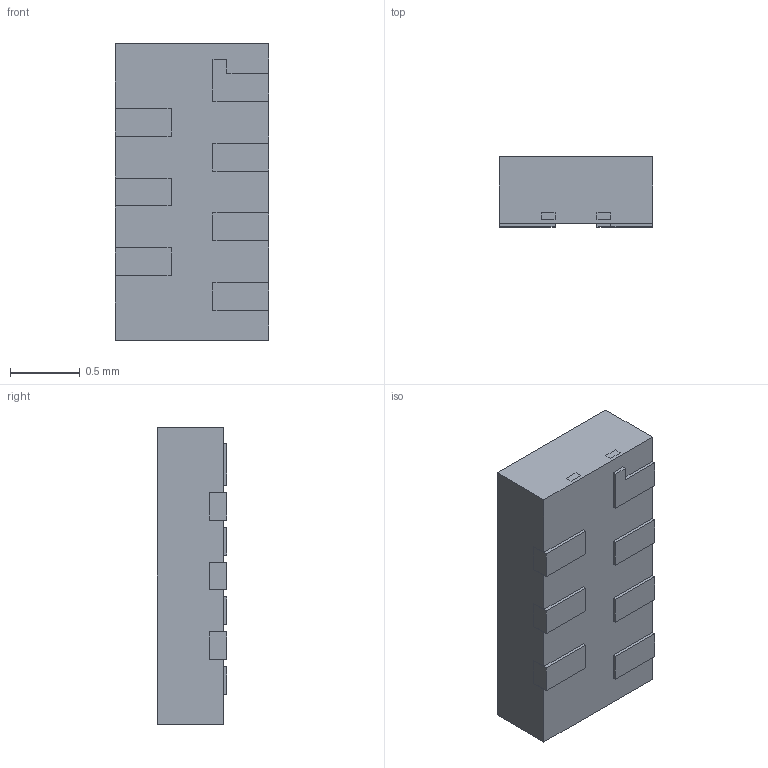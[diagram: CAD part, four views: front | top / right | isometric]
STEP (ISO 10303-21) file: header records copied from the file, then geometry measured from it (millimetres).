
FILE_DESCRIPTION (( 'STEP AP214' ), '1' );
FILE_NAME ('PUSB3FR6Z.STEP', '2023-09-03T03:07:36', ( '' ), ( '' ), 'SwSTEP 2.0', 'SolidWorks 2022', '' );
FILE_SCHEMA (( 'AUTOMOTIVE_DESIGN' ));
Length unit declared in the file: millimetre
Products named in the file (1): PUSB3FR6Z
Bounding box: 1.1 x 0.5 x 2.12 mm (x, y, z)
Volume: 1.1 mm3; surface area: 10.6 mm2
Topology: 10 solids, 10 shells, 102 faces, 240 edges, 160 vertices
Faces by surface type: plane 102
Entity records: 3045 total; most frequent: CARTESIAN_POINT 503, ORIENTED_EDGE 480, DIRECTION 446, EDGE_CURVE 240, LINE 240, VECTOR 240, VERTEX_POINT 160, EDGE_LOOP 104
